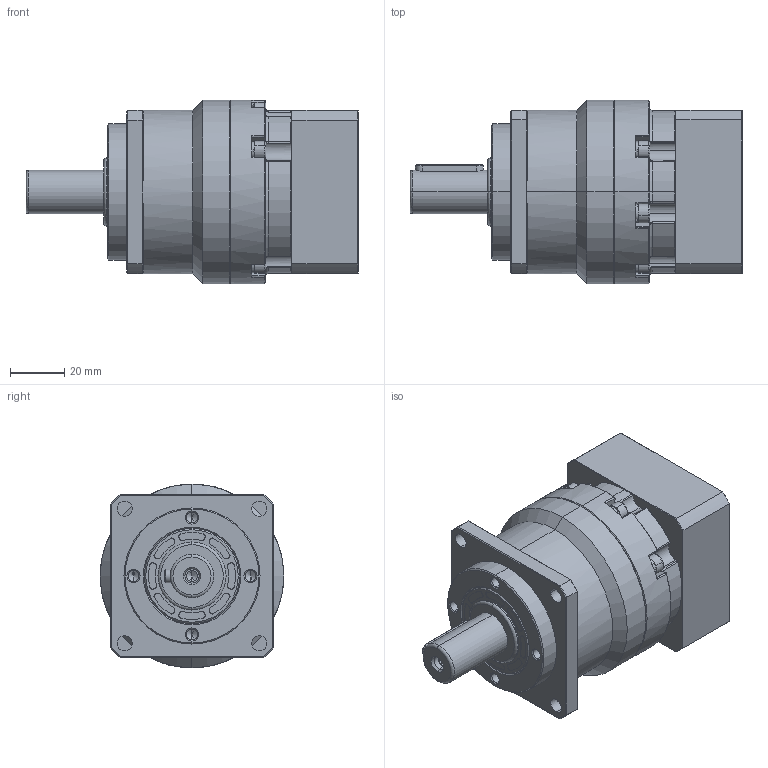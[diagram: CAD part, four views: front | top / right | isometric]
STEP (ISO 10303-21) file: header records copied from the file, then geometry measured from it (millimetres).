
FILE_DESCRIPTION (( 'STEP AP203' ), '1' );
FILE_NAME ('KS60L1-50-14-37-M4-70 俋倛芞.step', '2022-10-19T01:18:06', ( 'PC' ), ( 'Microsoft' ), 'SwSTEP 2.0', 'SolidWorks 2016', '' );
FILE_SCHEMA (( 'CONFIG_CONTROL_DESIGN' ));
Length unit declared in the file: millimetre
Products named in the file (10): hex socket set screws with flat point gb_GB_FASTENER_SCREWS_HSFP M10X10-N; 前齿圈加出轴 KS60外形图; KS60L1-50-14-37-M4-70 俋倛芞; 笢潔楊擘 KS60俋倛芞; 萇儂楊擘 KB60-D50-M4-70F60H24.5; 一级整体太阳轮夹套外形图 KB60D14; hexagon socket head cap screws gb_GB_FASTENER_SCREWS_HSHCS M5X16-N; hexagon socket head cap screws gb_GB_FASTENER_SCREWS_HSHCS M4X20-N; spring lock washers--normal type gb_GB_FASTENER_WASHER_SW 4; hexagon socket head cap screws gb_GB_FASTENER_SCREWS_HSHCS M4X16-N
Assembly tree (30 placements, depth 2):
  KS60L1-50-14-37-M4-70 俋倛芞
    前齿圈加出轴 KS60外形图
    笢潔楊擘 KS60俋倛芞
    萇儂楊擘 KB60-D50-M4-70F60H24.5
    一级整体太阳轮夹套外形图 KB60D14
    hexagon socket head cap screws gb_GB_FASTENER_SCREWS_HSHCS M5X16-N
    hexagon socket head cap screws gb_GB_FASTENER_SCREWS_HSHCS M4X20-N  x6
    spring lock washers--normal type gb_GB_FASTENER_WASHER_SW 4  x12
    hexagon socket head cap screws gb_GB_FASTENER_SCREWS_HSHCS M4X16-N  x6
    hex socket set screws with flat point gb_GB_FASTENER_SCREWS_HSFP M10X10-N
Bounding box: 122 x 67.5 x 67.5 mm (x, y, z)
Volume: 237671.2 mm3; surface area: 67765.5 mm2
Topology: 32 solids, 32 shells, 1075 faces, 2617 edges, 1612 vertices
Faces by surface type: plane 407, cylinder 396, cone 208, torus 52, bspline 12
Entity records: 23600 total; most frequent: CARTESIAN_POINT 4633, DIRECTION 3866, ORIENTED_EDGE 3510, EDGE_CURVE 1755, AXIS2_PLACEMENT_3D 1555, VERTEX_POINT 1106, CIRCLE 819, EDGE_LOOP 803
